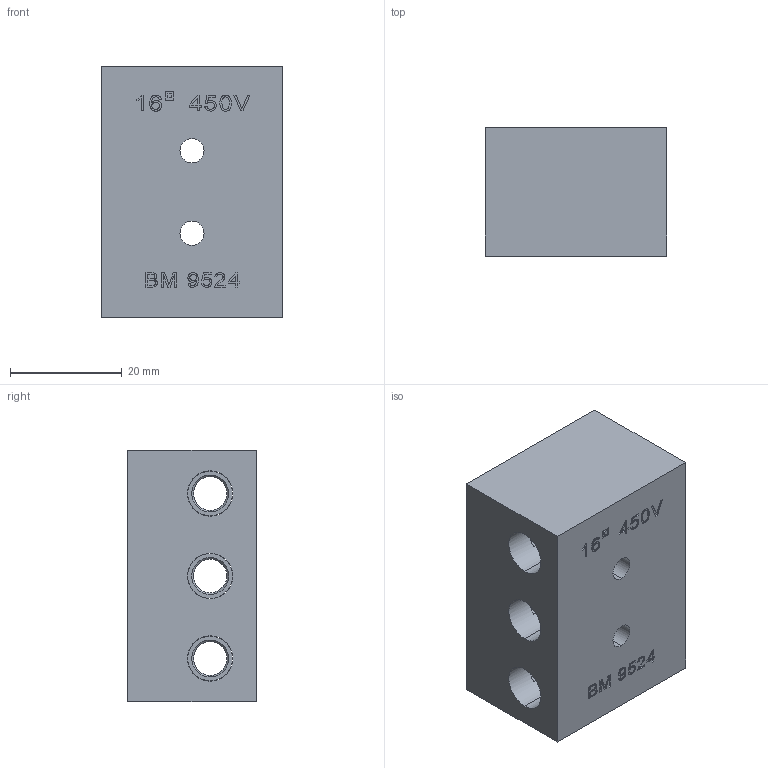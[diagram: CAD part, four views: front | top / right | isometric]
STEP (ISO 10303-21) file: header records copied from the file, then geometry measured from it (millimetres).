
FILE_DESCRIPTION (( 'STEP AP203' ), '1' );
FILE_NAME ('9524.STEP', '2025-09-26T11:17:16', ( '' ), ( '' ), 'SwSTEP 2.0', 'SolidWorks 2022', '' );
FILE_SCHEMA (( 'CONFIG_CONTROL_DESIGN' ));
Length unit declared in the file: millimetre
Products named in the file (4): SABUS9522; 9524; SAVMIC485; SAINVSTEA9524
Assembly tree (13 placements, depth 2):
  9524
    SAINVSTEA9524
    SABUS9522  x4
    SAVMIC485  x8
Bounding box: 32.4 x 23 x 45 mm (x, y, z)
Volume: 27831.2 mm3; surface area: 15828.9 mm2
Topology: 13 solids, 13 shells, 432 faces, 1087 edges, 706 vertices
Faces by surface type: plane 225, bspline 81, cylinder 78, cone 48
Entity records: 13991 total; most frequent: CARTESIAN_POINT 6575, ORIENTED_EDGE 1518, DIRECTION 1147, EDGE_CURVE 759, VERTEX_POINT 496, LINE 475, VECTOR 475, AXIS2_PLACEMENT_3D 336
